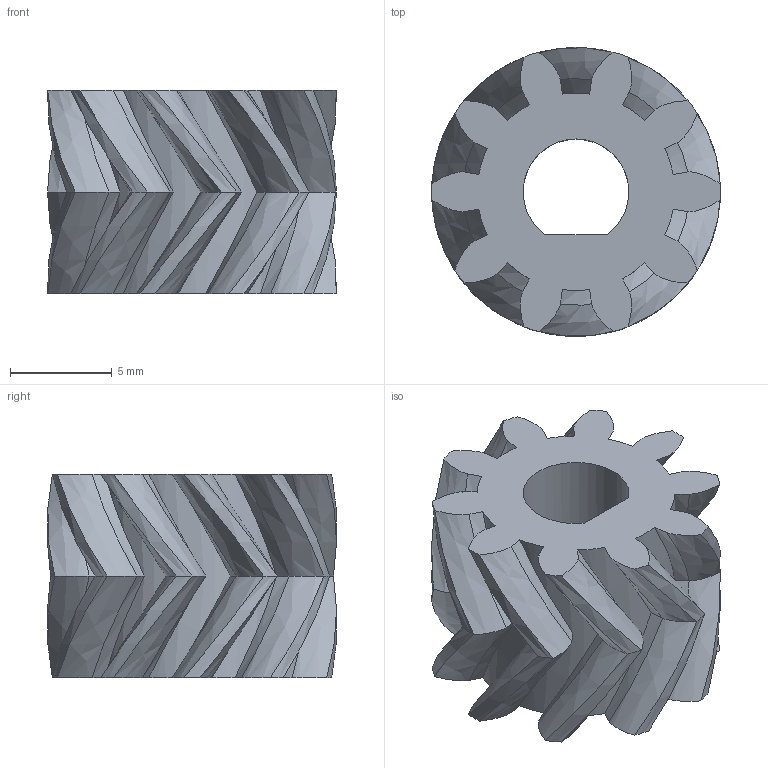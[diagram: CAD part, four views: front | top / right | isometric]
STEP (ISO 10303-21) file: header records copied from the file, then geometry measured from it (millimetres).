
FILE_DESCRIPTION(/* description */ (''),/* implementation_level */ '2;1');
FILE_NAME(/* name */ 'Dr. Chen''s Project/URSA/Parametric Pump/Step Files/Healical Gear (10R@35.00)_Pinion.step',/* time_stamp */ '2020-06-19T13:16:13-08:00',/* author */ (''),/* organization */ (''),/* preprocessor_version */ 'ST-DEVELOPER v18.1',/* originating_system */ 'Autodesk Translation Framework v9.3.0.1241',/* authorisation */ '');
FILE_SCHEMA (('AUTOMOTIVE_DESIGN { 1 0 10303 214 3 1 1 }'));
Length unit declared in the file: millimetre
Products named in the file (1): Healical Gear (10R@35.00)
Bounding box: 14.21 x 14.21 x 10 mm (x, y, z)
Volume: 906.2 mm3; surface area: 1137.2 mm2
Topology: 1 solids, 1 shells, 115 faces, 299 edges, 186 vertices
Faces by surface type: bspline 100, cylinder 11, plane 4
Full cylindrical faces by diameter (mm): 5.199 x1
Entity records: 11091 total; most frequent: CARTESIAN_POINT 9001, ORIENTED_EDGE 598, EDGE_CURVE 299, DIRECTION 205, VERTEX_POINT 186, EDGE_LOOP 117, FACE_OUTER_BOUND 115, ADVANCED_FACE 115
